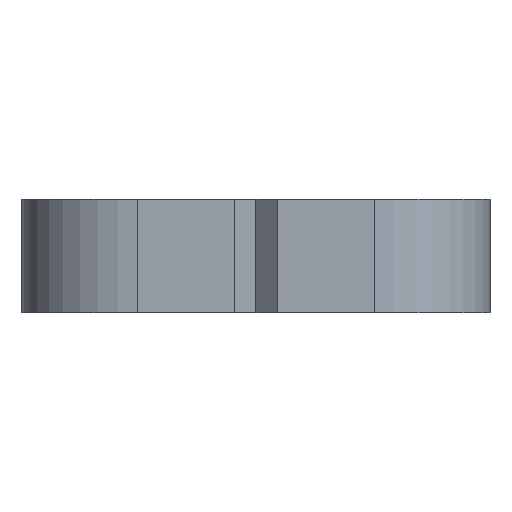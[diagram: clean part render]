
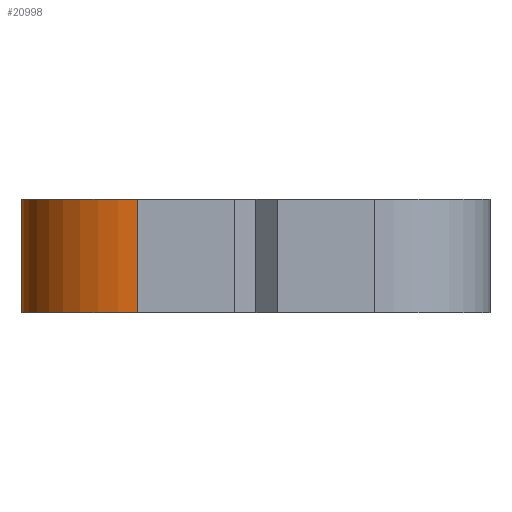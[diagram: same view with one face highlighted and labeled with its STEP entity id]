
A CAD part, left-side view. The second image highlights one B-rep face of the part: STEP entity #20998.
In plain terms, the highlighted cylindrical face has radius 6.2 mm (diameter 12.4 mm), a partial arc.
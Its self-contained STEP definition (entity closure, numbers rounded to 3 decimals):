
#128 = CARTESIAN_POINT ( 'NONE',  ( -31.75, 6.35, 3.05 ) ) ;
#1024 = DIRECTION ( 'NONE',  ( 0., 0., 1. ) ) ;
#1026 = AXIS2_PLACEMENT_3D ( 'NONE', #1165, #13716, #2952 ) ;
#1165 = CARTESIAN_POINT ( 'NONE',  ( -31.75, 6.35, -3.05 ) ) ;
#1253 = VECTOR ( 'NONE', #5566, 1000. ) ;
#1480 = LINE ( 'NONE', #19604, #1253 ) ;
#1873 = CARTESIAN_POINT ( 'NONE',  ( -37.95, 6.35, -3.05 ) ) ;
#1915 = DIRECTION ( 'NONE',  ( 0., 0., 1. ) ) ;
#1938 = DIRECTION ( 'NONE',  ( 1., 0., 0. ) ) ;
#2506 = ORIENTED_EDGE ( 'NONE', *, *, #11262, .T. ) ;
#2952 = DIRECTION ( 'NONE',  ( 1., 0., 0. ) ) ;
#2972 = CYLINDRICAL_SURFACE ( 'NONE', #16583, 6.2 ) ;
#3312 = AXIS2_PLACEMENT_3D ( 'NONE', #128, #12724, #1938 ) ;
#4110 = VERTEX_POINT ( 'NONE', #19601 ) ;
#4649 = VERTEX_POINT ( 'NONE', #1873 ) ;
#5566 = DIRECTION ( 'NONE',  ( 0., 0., 1. ) ) ;
#7477 = CIRCLE ( 'NONE', #1026, 6.2 ) ;
#11142 = ORIENTED_EDGE ( 'NONE', *, *, #13447, .F. ) ;
#11262 = EDGE_CURVE ( 'NONE', #4649, #21094, #1480, .T. ) ;
#12278 = EDGE_CURVE ( 'NONE', #17663, #4110, #14428, .T. ) ;
#12562 = FACE_OUTER_BOUND ( 'NONE', #19707, .T. ) ;
#12724 = DIRECTION ( 'NONE',  ( 0., 0., 1. ) ) ;
#13447 = EDGE_CURVE ( 'NONE', #4110, #21094, #18334, .T. ) ;
#13655 = CARTESIAN_POINT ( 'NONE',  ( -31.75, 6.35, -82.993 ) ) ;
#13716 = DIRECTION ( 'NONE',  ( 0., 0., -1. ) ) ;
#13889 = CARTESIAN_POINT ( 'NONE',  ( -37.95, 6.35, 3.05 ) ) ;
#14375 = CARTESIAN_POINT ( 'NONE',  ( -31.75, 12.55, -82.993 ) ) ;
#14428 = LINE ( 'NONE', #14375, #14625 ) ;
#14625 = VECTOR ( 'NONE', #1915, 1000. ) ;
#15955 = EDGE_CURVE ( 'NONE', #4649, #17663, #7477, .T. ) ;
#16470 = ORIENTED_EDGE ( 'NONE', *, *, #15955, .F. ) ;
#16583 = AXIS2_PLACEMENT_3D ( 'NONE', #13655, #1024, #18601 ) ;
#16853 = CARTESIAN_POINT ( 'NONE',  ( -31.75, 12.55, -3.05 ) ) ;
#17588 = ORIENTED_EDGE ( 'NONE', *, *, #12278, .F. ) ;
#17663 = VERTEX_POINT ( 'NONE', #16853 ) ;
#18334 = CIRCLE ( 'NONE', #3312, 6.2 ) ;
#18601 = DIRECTION ( 'NONE',  ( 1., 0., 0. ) ) ;
#19601 = CARTESIAN_POINT ( 'NONE',  ( -31.75, 12.55, 3.05 ) ) ;
#19604 = CARTESIAN_POINT ( 'NONE',  ( -37.95, 6.35, -82.993 ) ) ;
#19707 = EDGE_LOOP ( 'NONE', ( #17588, #16470, #2506, #11142 ) ) ;
#20998 = ADVANCED_FACE ( 'NONE', ( #12562 ), #2972, .T. ) ;
#21094 = VERTEX_POINT ( 'NONE', #13889 ) ;
